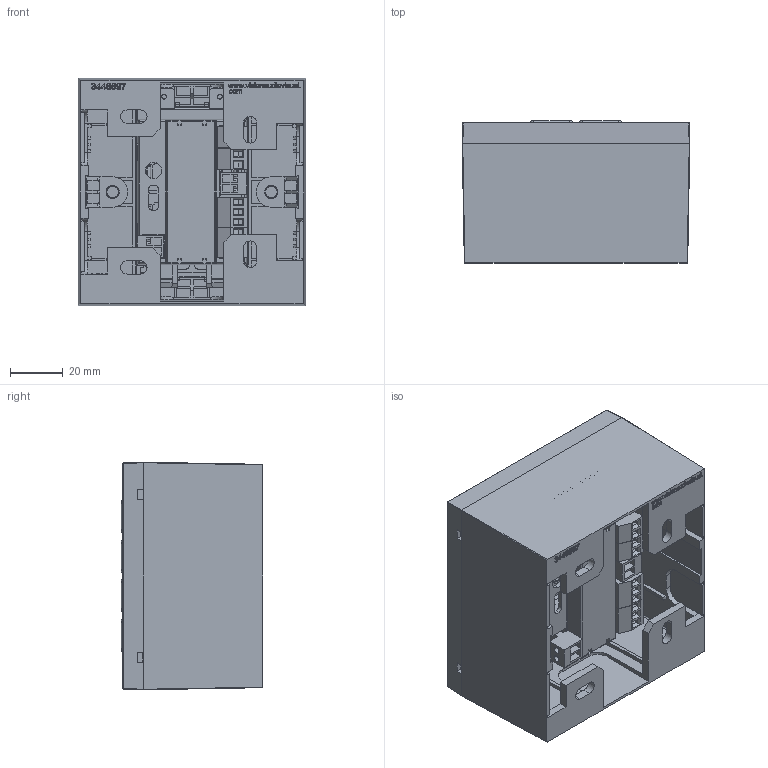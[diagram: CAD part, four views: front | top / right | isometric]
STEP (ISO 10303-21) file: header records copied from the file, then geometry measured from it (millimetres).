
FILE_DESCRIPTION(/* description */ (''),/* implementation_level */ '2;1');
FILE_NAME(/* name */ 'TC3-CTL4.stp',/* time_stamp */ '2025-02-17T18:17:55+08:00',/* author */ (''),/* organization */ (''),/* preprocessor_version */ 'ST-DEVELOPER v16',/* originating_system */ 'SIEMENS PLM Software NX 10.0',/* authorisation */ '');
FILE_SCHEMA (('AP203_CONFIGURATION_CONTROLLED_3D_DESIGN_OF_MECHANICAL_PARTS_AND_ASSEMBLIES_MIM_LF { 1 0 10303 403 2 1 2}'));
Products named in the file (1): psh1C10A895sxrp
Bounding box: 86 x 53.6 x 86 mm (x, y, z)
Volume: 91226.1 mm3; surface area: 96878.3 mm2
Topology: 19 solids, 23 shells, 4464 faces, 12609 edges, 8270 vertices
Faces by surface type: plane 3755, cylinder 500, torus 68, bspline 60, cone 30, extrusion 27, sphere 24
Entity records: 148952 total; most frequent: CARTESIAN_POINT 33261, ORIENTED_EDGE 25170, DIRECTION 21965, EDGE_CURVE 12585, VECTOR 11213, LINE 11186, VERTEX_POINT 8270, AXIS2_PLACEMENT_3D 5376
